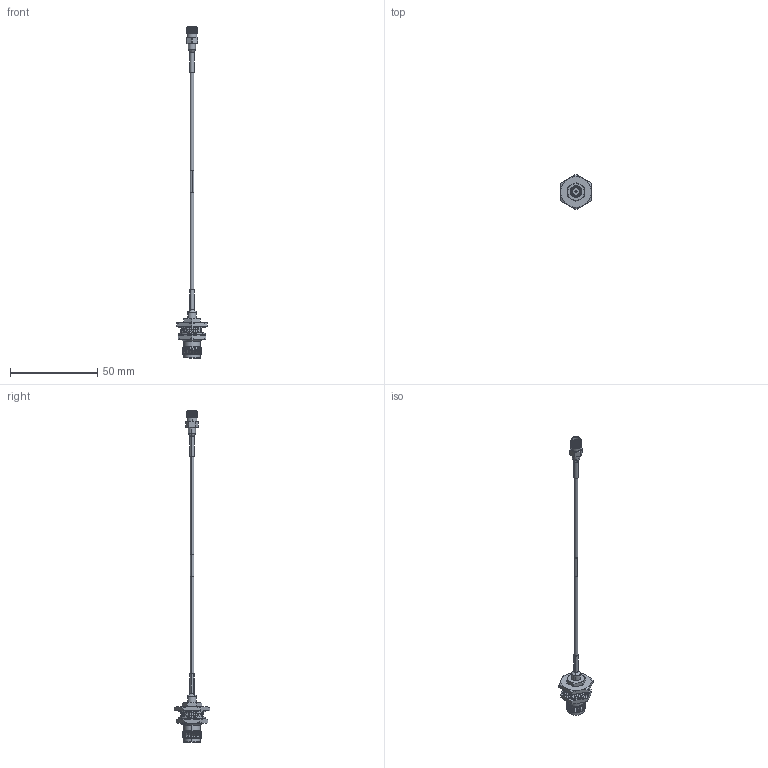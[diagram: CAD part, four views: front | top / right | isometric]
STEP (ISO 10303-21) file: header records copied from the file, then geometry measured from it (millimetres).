
FILE_DESCRIPTION (( 'STEP AP214' ), '1' );
FILE_NAME ('LCCA30565.step', '2020-06-22T20:29:57', ( '' ), ( '' ), 'SwSTEP 2.0', 'SolidWorks 2018', '' );
FILE_SCHEMA (( 'AUTOMOTIVE_DESIGN' ));
Length unit declared in the file: inch
Products named in the file (7): LC085TB (085 FORMABLE); LCCA30565; LCCN3044_HS-2; 1AW01-002_.08 ID; LCCN3063; LCCN3046; LCCN3044_HS
Assembly tree (6 placements, depth 2):
  LCCA30565
    LC085TB (085 FORMABLE)
    1AW01-002_.08 ID
    LCCN3044_HS
    LCCN3063
    LCCN3046
    LCCN3044_HS-2
Bounding box: 17.48 x 20.18 x 190.3 mm (x, y, z)
Volume: 3439.1 mm3; surface area: 5108.4 mm2
Topology: 10 solids, 10 shells, 354 faces, 929 edges, 611 vertices
Faces by surface type: cylinder 119, plane 85, bspline 83, cone 65, torus 2
Entity records: 26493 total; most frequent: CARTESIAN_POINT 18276, ORIENTED_EDGE 1858, DIRECTION 1316, EDGE_CURVE 929, VERTEX_POINT 611, AXIS2_PLACEMENT_3D 511, EDGE_LOOP 380, FACE_OUTER_BOUND 354
